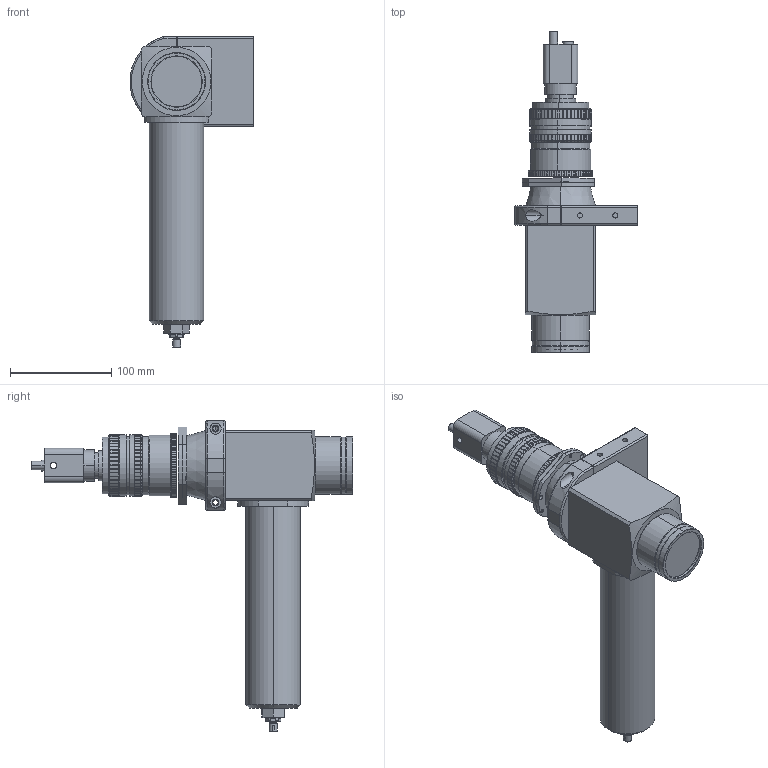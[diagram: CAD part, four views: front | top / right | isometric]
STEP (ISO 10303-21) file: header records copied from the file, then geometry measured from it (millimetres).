
FILE_DESCRIPTION (( 'STEP AP214' ), '1' );
FILE_NAME ('FX 200_100 3D Rev A.STEP', '2013-05-16T23:15:57', ( 'USER-PC' ), ( '' ), 'SwSTEP 2.0', 'SolidWorks 2012', '' );
FILE_SCHEMA (( 'AUTOMOTIVE_DESIGN' ));
Length unit declared in the file: inch
Products named in the file (1): FX 200_100 3D Rev A
Bounding box: 121.92 x 317.86 x 307.39 mm (x, y, z)
Surface area: 141082.6 mm2 (no closed solid volume)
Topology: 0 solids, 18 shells, 659 faces, 2662 edges, 1820 vertices
Faces by surface type: cylinder 314, plane 285, cone 52, torus 6, bspline 2
Entity records: 37511 total; most frequent: CARTESIAN_POINT 8313, ORIENTED_EDGE 4201, DIRECTION 3935, EDGE_CURVE 2662, VERTEX_POINT 1820, AXIS2_PLACEMENT_3D 1408, VECTOR 1119, LINE 1119
